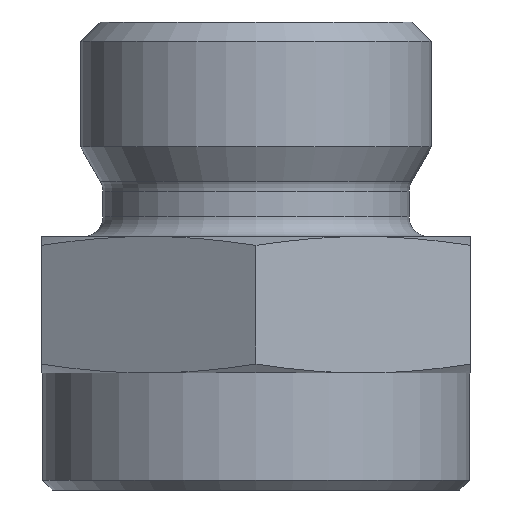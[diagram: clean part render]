
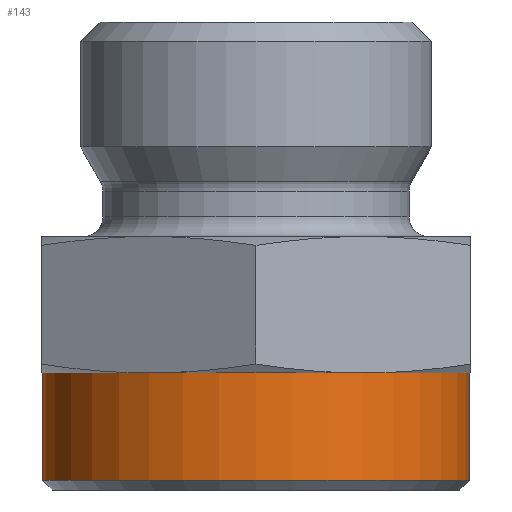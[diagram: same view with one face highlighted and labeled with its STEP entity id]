
A CAD part, front view. The second image highlights one B-rep face of the part: STEP entity #143.
In plain terms, the highlighted cylindrical face has radius 10.95 mm (diameter 21.9 mm), a full revolution.
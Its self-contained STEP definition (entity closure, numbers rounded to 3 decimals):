
#101=CARTESIAN_POINT('',(-10.95,0.,0.5));
#102=VERTEX_POINT('',#101);
#103=CARTESIAN_POINT('',(0.0,0.0,0.5));
#104=DIRECTION('',(0.0,0.0,-1.0));
#105=DIRECTION('',(1.0,0.0,0.0));
#106=AXIS2_PLACEMENT_3D('',#103,#104,#105);
#107=CIRCLE('',#106,10.95);
#108=EDGE_CURVE('',#102,#102,#107,.T.);
#124=CARTESIAN_POINT('',(0.0,0.0,0.0));
#125=DIRECTION('',(0.0,0.0,1.0));
#126=DIRECTION('',(1.0,0.0,0.0));
#127=AXIS2_PLACEMENT_3D('',#124,#125,#126);
#128=CYLINDRICAL_SURFACE('',#127,10.95);
#129=CARTESIAN_POINT('',(-10.95,0.,6.));
#130=VERTEX_POINT('',#129);
#131=CARTESIAN_POINT('',(0.0,0.0,6.));
#132=DIRECTION('',(0.0,0.0,-1.0));
#133=DIRECTION('',(1.0,0.0,0.0));
#134=AXIS2_PLACEMENT_3D('',#131,#132,#133);
#135=CIRCLE('',#134,10.95);
#136=EDGE_CURVE('',#130,#130,#135,.T.);
#137=ORIENTED_EDGE('',*,*,#136,.T.);
#138=EDGE_LOOP('',(#137));
#139=FACE_OUTER_BOUND('',#138,.T.);
#140=ORIENTED_EDGE('',*,*,#108,.F.);
#141=EDGE_LOOP('',(#140));
#142=FACE_BOUND('',#141,.T.);
#143=ADVANCED_FACE('',(#139,#142),#128,.T.);
